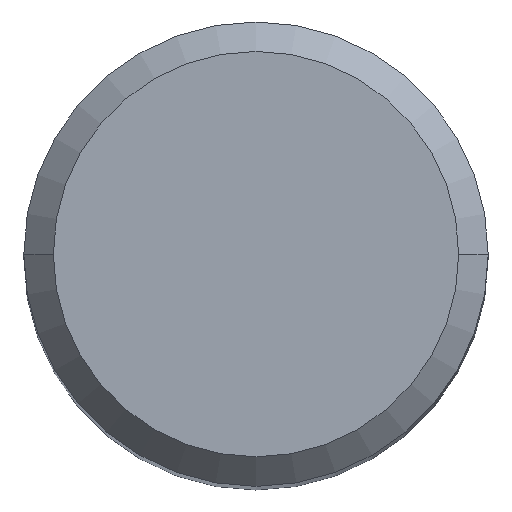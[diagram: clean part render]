
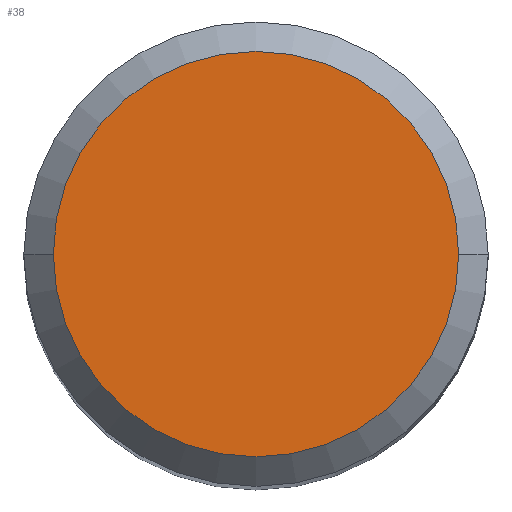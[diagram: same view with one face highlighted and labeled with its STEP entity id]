
A CAD part, top view. The second image highlights one B-rep face of the part: STEP entity #38.
In plain terms, the highlighted planar face has unit normal (0, 0, 1).
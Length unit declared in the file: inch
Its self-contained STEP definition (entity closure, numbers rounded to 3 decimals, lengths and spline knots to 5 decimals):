
#7 = FACE_OUTER_BOUND ( 'NONE', #206, .T. ) ;
#38 = ADVANCED_FACE ( 'NONE', ( #7 ), #433, .F. ) ;
#39 = AXIS2_PLACEMENT_3D ( 'NONE', #171, #233, #434 ) ;
#90 = CARTESIAN_POINT ( 'NONE',  ( 0., 0., 0. ) ) ;
#118 = DIRECTION ( 'NONE',  ( 0., 0., 1. ) ) ;
#136 = VERTEX_POINT ( 'NONE', #140 ) ;
#140 = CARTESIAN_POINT ( 'NONE',  ( -0.1031, 0., 0. ) ) ;
#171 = CARTESIAN_POINT ( 'NONE',  ( 0., 0., 0. ) ) ;
#206 = EDGE_LOOP ( 'NONE', ( #317, #310 ) ) ;
#215 = CARTESIAN_POINT ( 'NONE',  ( 0., 0.1031, 0. ) ) ;
#224 = VERTEX_POINT ( 'NONE', #444 ) ;
#232 = CIRCLE ( 'NONE', #39, 0.1031 ) ;
#233 = DIRECTION ( 'NONE',  ( 0., 0., 1. ) ) ;
#237 = EDGE_CURVE ( 'NONE', #224, #136, #326, .T. ) ;
#245 = DIRECTION ( 'NONE',  ( 0., 0., -1. ) ) ;
#269 = AXIS2_PLACEMENT_3D ( 'NONE', #90, #118, #410 ) ;
#310 = ORIENTED_EDGE ( 'NONE', *, *, #237, .T. ) ;
#317 = ORIENTED_EDGE ( 'NONE', *, *, #358, .T. ) ;
#326 = CIRCLE ( 'NONE', #269, 0.1031 ) ;
#358 = EDGE_CURVE ( 'NONE', #136, #224, #232, .T. ) ;
#397 = DIRECTION ( 'NONE',  ( -1., 0., 0. ) ) ;
#407 = AXIS2_PLACEMENT_3D ( 'NONE', #215, #245, #397 ) ;
#410 = DIRECTION ( 'NONE',  ( 1., 0., 0. ) ) ;
#433 = PLANE ( 'NONE',  #407 ) ;
#434 = DIRECTION ( 'NONE',  ( 1., 0., 0. ) ) ;
#444 = CARTESIAN_POINT ( 'NONE',  ( 0.1031, 0., 0. ) ) ;
